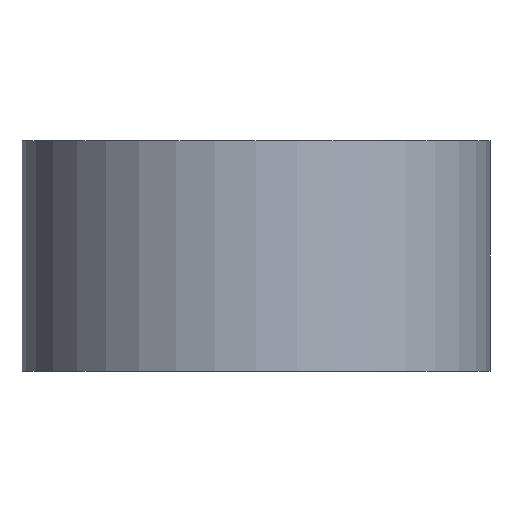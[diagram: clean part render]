
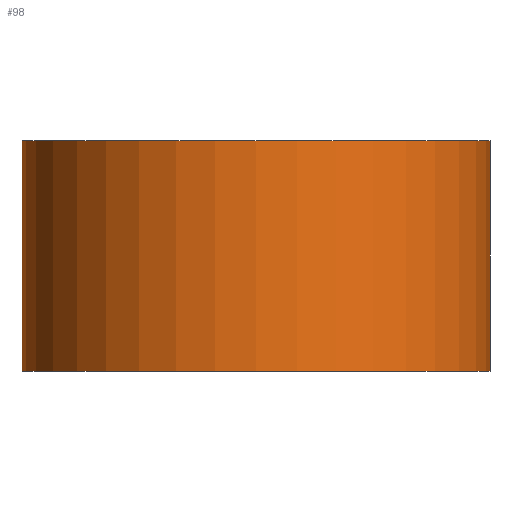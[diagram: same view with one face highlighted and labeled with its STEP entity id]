
A CAD part, left-side view. The second image highlights one B-rep face of the part: STEP entity #98.
In plain terms, the highlighted cylindrical face has radius 3 mm (diameter 6 mm), a full revolution.
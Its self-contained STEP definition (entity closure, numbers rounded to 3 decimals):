
#15=CYLINDRICAL_SURFACE('',#118,3.);
#23=FACE_OUTER_BOUND('',#29,.T.);
#29=EDGE_LOOP('',(#80,#81,#82,#83,#84,#85,#86,#87));
#34=LINE('',#238,#40);
#35=LINE('',#241,#41);
#37=LINE('',#247,#43);
#40=VECTOR('',#132,10.);
#41=VECTOR('',#135,10.);
#43=VECTOR('',#141,3.);
#44=CIRCLE('',#115,3.);
#45=CIRCLE('',#119,3.);
#46=CIRCLE('',#120,3.);
#47=CIRCLE('',#121,3.);
#51=VERTEX_POINT('',#182);
#52=VERTEX_POINT('',#191);
#54=VERTEX_POINT('',#236);
#55=VERTEX_POINT('',#240);
#56=VERTEX_POINT('',#244);
#57=VERTEX_POINT('',#246);
#59=EDGE_CURVE('',#52,#51,#44,.T.);
#63=EDGE_CURVE('',#51,#54,#34,.T.);
#64=EDGE_CURVE('',#55,#52,#35,.T.);
#66=EDGE_CURVE('',#56,#56,#45,.T.);
#67=EDGE_CURVE('',#56,#57,#37,.T.);
#68=EDGE_CURVE('',#57,#55,#46,.T.);
#69=EDGE_CURVE('',#54,#57,#47,.T.);
#80=ORIENTED_EDGE('',*,*,#66,.F.);
#81=ORIENTED_EDGE('',*,*,#67,.T.);
#82=ORIENTED_EDGE('',*,*,#68,.T.);
#83=ORIENTED_EDGE('',*,*,#64,.T.);
#84=ORIENTED_EDGE('',*,*,#59,.T.);
#85=ORIENTED_EDGE('',*,*,#63,.T.);
#86=ORIENTED_EDGE('',*,*,#69,.T.);
#87=ORIENTED_EDGE('',*,*,#67,.F.);
#98=ADVANCED_FACE('',(#23),#15,.T.);
#115=AXIS2_PLACEMENT_3D('',#192,#126,#127);
#118=AXIS2_PLACEMENT_3D('',#243,#137,#138);
#119=AXIS2_PLACEMENT_3D('',#245,#139,#140);
#120=AXIS2_PLACEMENT_3D('',#248,#142,#143);
#121=AXIS2_PLACEMENT_3D('',#249,#144,#145);
#126=DIRECTION('center_axis',(0.,0.,1.));
#127=DIRECTION('ref_axis',(1.,0.,0.));
#132=DIRECTION('',(0.,0.,-1.));
#135=DIRECTION('',(0.,0.,1.));
#137=DIRECTION('center_axis',(0.,0.,1.));
#138=DIRECTION('ref_axis',(1.,0.,0.));
#139=DIRECTION('center_axis',(0.,0.,1.));
#140=DIRECTION('ref_axis',(1.,0.,0.));
#141=DIRECTION('',(0.,0.,-1.));
#142=DIRECTION('center_axis',(0.,0.,1.));
#143=DIRECTION('ref_axis',(1.,0.,0.));
#144=DIRECTION('center_axis',(0.,0.,1.));
#145=DIRECTION('ref_axis',(1.,0.,0.));
#182=CARTESIAN_POINT('',(2.598,1.5,2.));
#191=CARTESIAN_POINT('',(2.598,-1.5,2.));
#192=CARTESIAN_POINT('Origin',(0.,0.,2.));
#236=CARTESIAN_POINT('',(2.598,1.5,0.));
#238=CARTESIAN_POINT('',(2.598,1.5,0.));
#240=CARTESIAN_POINT('',(2.598,-1.5,0.));
#241=CARTESIAN_POINT('',(2.598,-1.5,0.));
#243=CARTESIAN_POINT('Origin',(0.,0.,0.));
#244=CARTESIAN_POINT('',(-3.,0.,2.95));
#245=CARTESIAN_POINT('Origin',(0.,0.,2.95));
#246=CARTESIAN_POINT('',(-3.,0.,0.));
#247=CARTESIAN_POINT('',(-3.,0.,0.));
#248=CARTESIAN_POINT('Origin',(0.,0.,0.));
#249=CARTESIAN_POINT('Origin',(0.,0.,0.));
